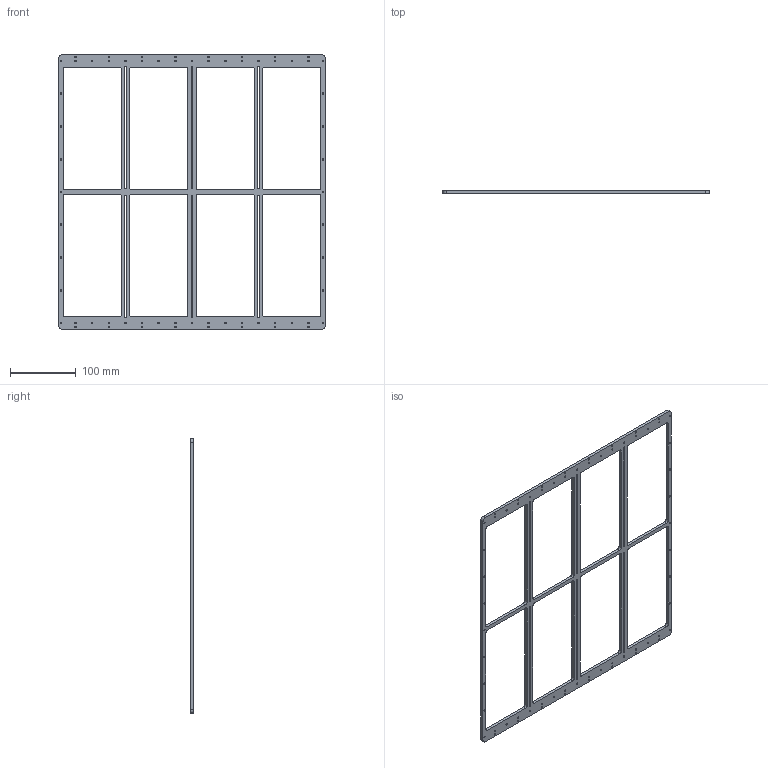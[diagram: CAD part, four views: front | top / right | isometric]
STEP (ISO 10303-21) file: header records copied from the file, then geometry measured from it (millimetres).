
FILE_DESCRIPTION(/* description */ (''),/* implementation_level */ '2;1');
FILE_NAME(/* name */ 'Main Plate v1.step',/* time_stamp */ '2016-07-25T12:34:07-05:00',/* author */ (''),/* organization */ (''),/* preprocessor_version */ 'ST-DEVELOPER v16.5',/* originating_system */ 'Autodesk Translation Framework v5.0.0.3310',/* authorisation */ '');
FILE_SCHEMA (('AUTOMOTIVE_DESIGN { 1 0 10303 214 3 1 1 }'));
Length unit declared in the file: centimetre
Products named in the file (1): Main Plate v1
Bounding box: 406.4 x 4.76 x 419.1 mm (x, y, z)
Volume: 154498.7 mm3; surface area: 110242.9 mm2
Topology: 1 solids, 1 shells, 252 faces, 642 edges, 428 vertices
Faces by surface type: cylinder 154, plane 98
Full cylindrical faces by diameter (mm): 2.381 x34, 2.388 x30, 4.115 x30
Entity records: 7620 total; most frequent: DIRECTION 1362, CARTESIAN_POINT 1229, ORIENTED_EDGE 1096, AXIS2_PLACEMENT_3D 561, EDGE_CURVE 548, EDGE_LOOP 538, VERTEX_POINT 428, CIRCLE 308
